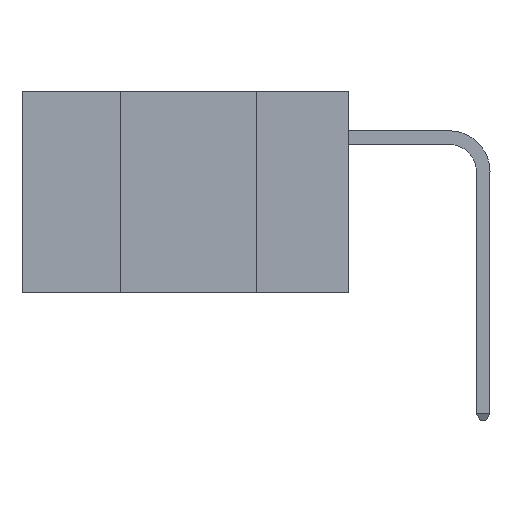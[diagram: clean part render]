
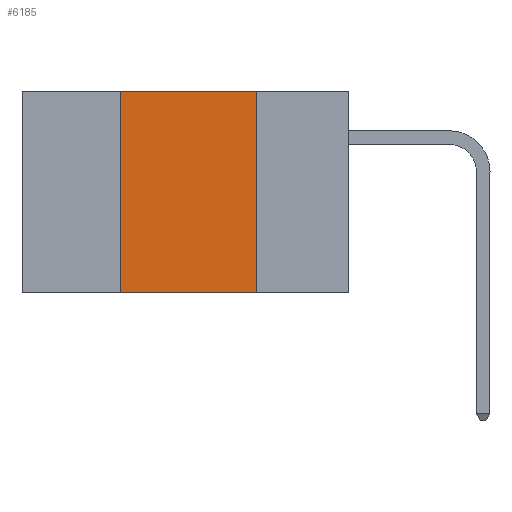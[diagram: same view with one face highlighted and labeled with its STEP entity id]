
A CAD part, left-side view. The second image highlights one B-rep face of the part: STEP entity #6185.
In plain terms, the highlighted planar face has unit normal (-1, 0, 0).
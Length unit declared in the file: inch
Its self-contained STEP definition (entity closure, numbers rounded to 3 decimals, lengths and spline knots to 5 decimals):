
#848 = LINE ( 'NONE', #5199, #1148 ) ;
#1148 = VECTOR ( 'NONE', #17120, 39.37008 ) ;
#1412 = EDGE_CURVE ( 'NONE', #20624, #4278, #5727, .T. ) ;
#4249 = CARTESIAN_POINT ( 'NONE',  ( 0., 0.6, 0. ) ) ;
#4278 = VERTEX_POINT ( 'NONE', #21392 ) ;
#4504 = VERTEX_POINT ( 'NONE', #22010 ) ;
#5199 = CARTESIAN_POINT ( 'NONE',  ( 0., 0.17, 0. ) ) ;
#5727 = LINE ( 'NONE', #4249, #20900 ) ;
#5803 = VECTOR ( 'NONE', #19562, 39.37008 ) ;
#6185 = ADVANCED_FACE ( 'NONE', ( #11118 ), #12129, .F. ) ;
#6609 = DIRECTION ( 'NONE',  ( 0., 0., -1. ) ) ;
#7209 = ORIENTED_EDGE ( 'NONE', *, *, #15793, .F. ) ;
#7901 = EDGE_CURVE ( 'NONE', #4504, #20624, #16308, .T. ) ;
#9851 = AXIS2_PLACEMENT_3D ( 'NONE', #23668, #22365, #6609 ) ;
#9896 = CARTESIAN_POINT ( 'NONE',  ( 0., 0.42, 0. ) ) ;
#11118 = FACE_OUTER_BOUND ( 'NONE', #19165, .T. ) ;
#11852 = CARTESIAN_POINT ( 'NONE',  ( 0., 0.42, 0. ) ) ;
#12129 = PLANE ( 'NONE',  #9851 ) ;
#12942 = LINE ( 'NONE', #24054, #18167 ) ;
#15793 = EDGE_CURVE ( 'NONE', #4278, #23111, #848, .T. ) ;
#16308 = LINE ( 'NONE', #9896, #5803 ) ;
#17120 = DIRECTION ( 'NONE',  ( 0., 0., -1. ) ) ;
#18167 = VECTOR ( 'NONE', #21982, 39.37008 ) ;
#18542 = ORIENTED_EDGE ( 'NONE', *, *, #25360, .T. ) ;
#19165 = EDGE_LOOP ( 'NONE', ( #7209, #25588, #22809, #18542 ) ) ;
#19562 = DIRECTION ( 'NONE',  ( 0., 0., 1. ) ) ;
#20067 = DIRECTION ( 'NONE',  ( 0., -1., 0. ) ) ;
#20624 = VERTEX_POINT ( 'NONE', #11852 ) ;
#20900 = VECTOR ( 'NONE', #20067, 39.37008 ) ;
#21117 = CARTESIAN_POINT ( 'NONE',  ( 0., 0.17, -0.37 ) ) ;
#21392 = CARTESIAN_POINT ( 'NONE',  ( 0., 0.17, 0. ) ) ;
#21982 = DIRECTION ( 'NONE',  ( 0., -1., 0. ) ) ;
#22010 = CARTESIAN_POINT ( 'NONE',  ( 0., 0.42, -0.37 ) ) ;
#22365 = DIRECTION ( 'NONE',  ( 1., 0., 0. ) ) ;
#22809 = ORIENTED_EDGE ( 'NONE', *, *, #7901, .F. ) ;
#23111 = VERTEX_POINT ( 'NONE', #21117 ) ;
#23668 = CARTESIAN_POINT ( 'NONE',  ( 0., 0.6, 0. ) ) ;
#24054 = CARTESIAN_POINT ( 'NONE',  ( 0., 0.6, -0.37 ) ) ;
#25360 = EDGE_CURVE ( 'NONE', #4504, #23111, #12942, .T. ) ;
#25588 = ORIENTED_EDGE ( 'NONE', *, *, #1412, .F. ) ;
